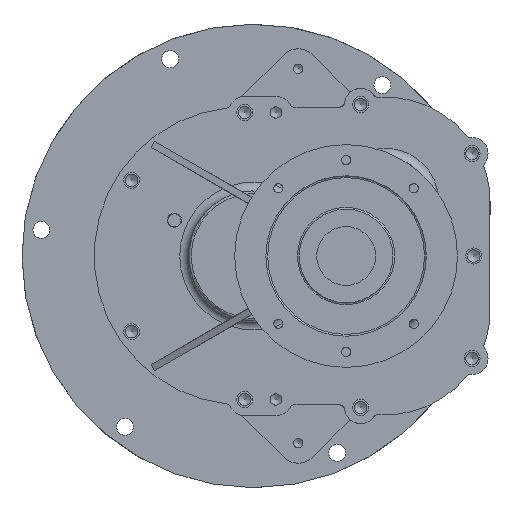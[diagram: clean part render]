
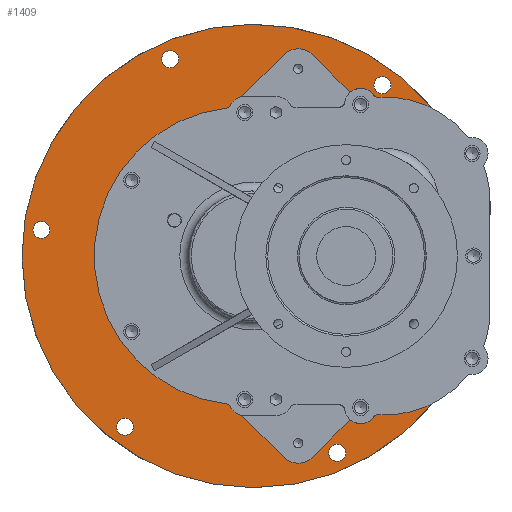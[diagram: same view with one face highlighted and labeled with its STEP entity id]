
A CAD part, left-side view. The second image highlights one B-rep face of the part: STEP entity #1409.
In plain terms, the highlighted planar face has unit normal (-1, 0, 0).
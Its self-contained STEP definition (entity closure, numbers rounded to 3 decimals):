
#295 = DIRECTION ( 'NONE',  ( -1., 0., 0. ) ) ;
#600 = AXIS2_PLACEMENT_3D ( 'NONE', #12378, #6013, #14003 ) ;
#1038 = VERTEX_POINT ( 'NONE', #8583 ) ;
#1089 = VERTEX_POINT ( 'NONE', #21035 ) ;
#1409 = ADVANCED_FACE ( 'NONE', ( #13389, #15023, #11770, #20090, #8329, #9935, #8216 ), #1749, .T. ) ;
#1613 = CARTESIAN_POINT ( 'NONE',  ( -24., -93.775, -220.921 ) ) ;
#1685 = CARTESIAN_POINT ( 'NONE',  ( -24., -260., 154. ) ) ;
#1693 = CIRCLE ( 'NONE', #16554, 9.5 ) ;
#1749 = PLANE ( 'NONE',  #5324 ) ;
#1788 = ORIENTED_EDGE ( 'NONE', *, *, #9427, .F. ) ;
#1850 = VERTEX_POINT ( 'NONE', #3028 ) ;
#2129 = AXIS2_PLACEMENT_3D ( 'NONE', #17447, #15920, #7680 ) ;
#2143 = EDGE_CURVE ( 'NONE', #19021, #5670, #17590, .T. ) ;
#2320 = CARTESIAN_POINT ( 'NONE',  ( -24., -251.089, 46. ) ) ;
#2571 = CARTESIAN_POINT ( 'NONE',  ( -24., -144.436, 191.673 ) ) ;
#2663 = DIRECTION ( 'NONE',  ( -1., 0., 0. ) ) ;
#2979 = DIRECTION ( 'NONE',  ( 0., 1., 0. ) ) ;
#3028 = CARTESIAN_POINT ( 'NONE',  ( -24., 93.775, 230.421 ) ) ;
#3042 = CARTESIAN_POINT ( 'NONE',  ( -24., -223.67, 132.559 ) ) ;
#3168 = EDGE_CURVE ( 'NONE', #20107, #20107, #15361, .T. ) ;
#3488 = CARTESIAN_POINT ( 'NONE',  ( -24., 12., 0. ) ) ;
#3511 = LINE ( 'NONE', #20032, #3562 ) ;
#3562 = VECTOR ( 'NONE', #18545, 1000. ) ;
#3575 = DIRECTION ( 'NONE',  ( -1., 0., 0. ) ) ;
#3809 = DIRECTION ( 'NONE',  ( 1., 0., 0. ) ) ;
#3994 = CIRCLE ( 'NONE', #18837, 9.5 ) ;
#4172 = ORIENTED_EDGE ( 'NONE', *, *, #8147, .F. ) ;
#4176 = CARTESIAN_POINT ( 'NONE',  ( -24., 93.775, 220.921 ) ) ;
#4288 = CARTESIAN_POINT ( 'NONE',  ( -24., 12., 154. ) ) ;
#4867 = CARTESIAN_POINT ( 'NONE',  ( -24., -144.436, 201.173 ) ) ;
#5103 = EDGE_LOOP ( 'NONE', ( #20872 ) ) ;
#5145 = DIRECTION ( 'NONE',  ( 0., 0., 1. ) ) ;
#5193 = CARTESIAN_POINT ( 'NONE',  ( -24., -147.65, 60.856 ) ) ;
#5261 = ORIENTED_EDGE ( 'NONE', *, *, #20555, .F. ) ;
#5263 = EDGE_LOOP ( 'NONE', ( #15064 ) ) ;
#5324 = AXIS2_PLACEMENT_3D ( 'NONE', #21258, #14796, #6603 ) ;
#5462 = CIRCLE ( 'NONE', #11650, 154. ) ;
#5486 = EDGE_LOOP ( 'NONE', ( #12622, #20361, #20423, #4172, #8780, #5261, #13096, #12827, #9129 ) ) ;
#5670 = VERTEX_POINT ( 'NONE', #2320 ) ;
#5727 = VERTEX_POINT ( 'NONE', #15562 ) ;
#5779 = CIRCLE ( 'NONE', #600, 9.5 ) ;
#5798 = VERTEX_POINT ( 'NONE', #4288 ) ;
#6013 = DIRECTION ( 'NONE',  ( -1., 0., 0. ) ) ;
#6141 = CIRCLE ( 'NONE', #13372, 260. ) ;
#6603 = DIRECTION ( 'NONE',  ( 0., 0., 1. ) ) ;
#6977 = ORIENTED_EDGE ( 'NONE', *, *, #3168, .F. ) ;
#7680 = DIRECTION ( 'NONE',  ( 0., 0., 1. ) ) ;
#7723 = DIRECTION ( 'NONE',  ( 0., 0., 1. ) ) ;
#8147 = EDGE_CURVE ( 'NONE', #18555, #19199, #19366, .T. ) ;
#8212 = VERTEX_POINT ( 'NONE', #4867 ) ;
#8216 = FACE_BOUND ( 'NONE', #18712, .T. ) ;
#8329 = FACE_BOUND ( 'NONE', #5103, .T. ) ;
#8385 = CIRCLE ( 'NONE', #20451, 9.5 ) ;
#8472 = CARTESIAN_POINT ( 'NONE',  ( -24., 0., 0. ) ) ;
#8583 = CARTESIAN_POINT ( 'NONE',  ( -24., 12., -154. ) ) ;
#8584 = DIRECTION ( 'NONE',  ( 0., 0., 1. ) ) ;
#8780 = ORIENTED_EDGE ( 'NONE', *, *, #10935, .F. ) ;
#9129 = ORIENTED_EDGE ( 'NONE', *, *, #20581, .F. ) ;
#9427 = EDGE_CURVE ( 'NONE', #1089, #1089, #9683, .T. ) ;
#9683 = CIRCLE ( 'NONE', #2129, 9.5 ) ;
#9925 = VERTEX_POINT ( 'NONE', #18454 ) ;
#9935 = FACE_BOUND ( 'NONE', #16025, .T. ) ;
#10359 = VERTEX_POINT ( 'NONE', #3042 ) ;
#10935 = EDGE_CURVE ( 'NONE', #1038, #18555, #3511, .T. ) ;
#11142 = DIRECTION ( 'NONE',  ( 0., -0.803, 0.596 ) ) ;
#11368 = ORIENTED_EDGE ( 'NONE', *, *, #16918, .F. ) ;
#11541 = DIRECTION ( 'NONE',  ( 0., 0., 1. ) ) ;
#11604 = CARTESIAN_POINT ( 'NONE',  ( -24., -100.275, 154. ) ) ;
#11650 = AXIS2_PLACEMENT_3D ( 'NONE', #3488, #15050, #8584 ) ;
#11755 = LINE ( 'NONE', #18381, #12092 ) ;
#11768 = DIRECTION ( 'NONE',  ( 0., 0., 1. ) ) ;
#11770 = FACE_BOUND ( 'NONE', #5263, .T. ) ;
#11899 = CARTESIAN_POINT ( 'NONE',  ( -24., 238.211, 38.749 ) ) ;
#12057 = EDGE_LOOP ( 'NONE', ( #11368 ) ) ;
#12092 = VECTOR ( 'NONE', #20076, 1000. ) ;
#12378 = CARTESIAN_POINT ( 'NONE',  ( -24., -238.211, -29.249 ) ) ;
#12622 = ORIENTED_EDGE ( 'NONE', *, *, #2143, .T. ) ;
#12827 = ORIENTED_EDGE ( 'NONE', *, *, #20687, .F. ) ;
#13096 = ORIENTED_EDGE ( 'NONE', *, *, #20991, .F. ) ;
#13372 = AXIS2_PLACEMENT_3D ( 'NONE', #8472, #3809, #18524 ) ;
#13383 = CARTESIAN_POINT ( 'NONE',  ( -24., -255.898, 46. ) ) ;
#13389 = FACE_OUTER_BOUND ( 'NONE', #5486, .T. ) ;
#13913 = CARTESIAN_POINT ( 'NONE',  ( -24., -238.211, -19.749 ) ) ;
#13952 = AXIS2_PLACEMENT_3D ( 'NONE', #19615, #295, #5145 ) ;
#14003 = DIRECTION ( 'NONE',  ( 0., 0., 1. ) ) ;
#14091 = EDGE_CURVE ( 'NONE', #8212, #8212, #3994, .T. ) ;
#14105 = VECTOR ( 'NONE', #14842, 1000. ) ;
#14153 = DIRECTION ( 'NONE',  ( 0., 0., 1. ) ) ;
#14316 = DIRECTION ( 'NONE',  ( -1., 0., 0. ) ) ;
#14559 = DIRECTION ( 'NONE',  ( -1., 0., 0. ) ) ;
#14752 = AXIS2_PLACEMENT_3D ( 'NONE', #19751, #14559, #11541 ) ;
#14773 = DIRECTION ( 'NONE',  ( -1., 0., 0. ) ) ;
#14796 = DIRECTION ( 'NONE',  ( -1., 0., 0. ) ) ;
#14842 = DIRECTION ( 'NONE',  ( 0., 1., 0. ) ) ;
#15003 = EDGE_CURVE ( 'NONE', #9925, #5670, #18936, .T. ) ;
#15023 = FACE_BOUND ( 'NONE', #12057, .T. ) ;
#15050 = DIRECTION ( 'NONE',  ( -1., 0., 0. ) ) ;
#15064 = ORIENTED_EDGE ( 'NONE', *, *, #19924, .F. ) ;
#15361 = CIRCLE ( 'NONE', #13952, 9.5 ) ;
#15562 = CARTESIAN_POINT ( 'NONE',  ( -24., -93.775, -211.421 ) ) ;
#15654 = EDGE_CURVE ( 'NONE', #1850, #1850, #1693, .T. ) ;
#15920 = DIRECTION ( 'NONE',  ( -1., 0., 0. ) ) ;
#16025 = EDGE_LOOP ( 'NONE', ( #6977 ) ) ;
#16053 = CARTESIAN_POINT ( 'NONE',  ( -24., -273.357, -18.01 ) ) ;
#16554 = AXIS2_PLACEMENT_3D ( 'NONE', #4176, #2663, #7723 ) ;
#16601 = EDGE_CURVE ( 'NONE', #19199, #9925, #11755, .T. ) ;
#16725 = LINE ( 'NONE', #1685, #14105 ) ;
#16918 = EDGE_CURVE ( 'NONE', #5727, #5727, #8385, .T. ) ;
#17382 = DIRECTION ( 'NONE',  ( 0., 0., 1. ) ) ;
#17447 = CARTESIAN_POINT ( 'NONE',  ( -24., 144.436, -191.673 ) ) ;
#17590 = LINE ( 'NONE', #19192, #18793 ) ;
#17678 = ORIENTED_EDGE ( 'NONE', *, *, #14091, .F. ) ;
#17788 = CARTESIAN_POINT ( 'NONE',  ( -24., -90., -154. ) ) ;
#17881 = CIRCLE ( 'NONE', #14752, 104.5 ) ;
#18381 = CARTESIAN_POINT ( 'NONE',  ( -24., -210., 0. ) ) ;
#18454 = CARTESIAN_POINT ( 'NONE',  ( -24., -210., -23.006 ) ) ;
#18524 = DIRECTION ( 'NONE',  ( 0., 0., -1. ) ) ;
#18545 = DIRECTION ( 'NONE',  ( 0., -1., 0. ) ) ;
#18555 = VERTEX_POINT ( 'NONE', #17788 ) ;
#18712 = EDGE_LOOP ( 'NONE', ( #17678 ) ) ;
#18793 = VECTOR ( 'NONE', #2979, 1000. ) ;
#18837 = AXIS2_PLACEMENT_3D ( 'NONE', #2571, #14316, #17382 ) ;
#18936 = CIRCLE ( 'NONE', #20300, 104.5 ) ;
#19021 = VERTEX_POINT ( 'NONE', #13383 ) ;
#19192 = CARTESIAN_POINT ( 'NONE',  ( -24., -260., 46. ) ) ;
#19199 = VERTEX_POINT ( 'NONE', #20911 ) ;
#19366 = LINE ( 'NONE', #16053, #20057 ) ;
#19615 = CARTESIAN_POINT ( 'NONE',  ( -24., 238.211, 29.249 ) ) ;
#19751 = CARTESIAN_POINT ( 'NONE',  ( -24., -147.65, 60.856 ) ) ;
#19924 = EDGE_CURVE ( 'NONE', #20404, #20404, #5779, .T. ) ;
#20032 = CARTESIAN_POINT ( 'NONE',  ( -24., -260., -154. ) ) ;
#20057 = VECTOR ( 'NONE', #11142, 1000. ) ;
#20076 = DIRECTION ( 'NONE',  ( 0., 0., 1. ) ) ;
#20090 = FACE_BOUND ( 'NONE', #20366, .T. ) ;
#20107 = VERTEX_POINT ( 'NONE', #11899 ) ;
#20300 = AXIS2_PLACEMENT_3D ( 'NONE', #5193, #3575, #11768 ) ;
#20361 = ORIENTED_EDGE ( 'NONE', *, *, #15003, .F. ) ;
#20366 = EDGE_LOOP ( 'NONE', ( #1788 ) ) ;
#20404 = VERTEX_POINT ( 'NONE', #13913 ) ;
#20423 = ORIENTED_EDGE ( 'NONE', *, *, #16601, .F. ) ;
#20451 = AXIS2_PLACEMENT_3D ( 'NONE', #1613, #14773, #14153 ) ;
#20555 = EDGE_CURVE ( 'NONE', #5798, #1038, #5462, .T. ) ;
#20581 = EDGE_CURVE ( 'NONE', #19021, #10359, #6141, .T. ) ;
#20687 = EDGE_CURVE ( 'NONE', #10359, #21028, #17881, .T. ) ;
#20872 = ORIENTED_EDGE ( 'NONE', *, *, #15654, .F. ) ;
#20911 = CARTESIAN_POINT ( 'NONE',  ( -24., -210., -65. ) ) ;
#20991 = EDGE_CURVE ( 'NONE', #21028, #5798, #16725, .T. ) ;
#21028 = VERTEX_POINT ( 'NONE', #11604 ) ;
#21035 = CARTESIAN_POINT ( 'NONE',  ( -24., 144.436, -182.173 ) ) ;
#21258 = CARTESIAN_POINT ( 'NONE',  ( -24., -260., 0. ) ) ;
